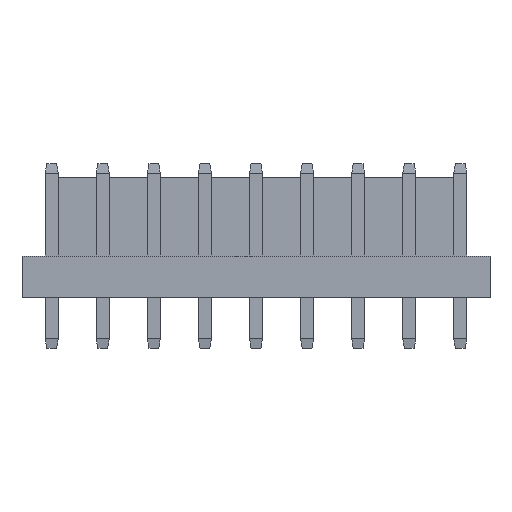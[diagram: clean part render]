
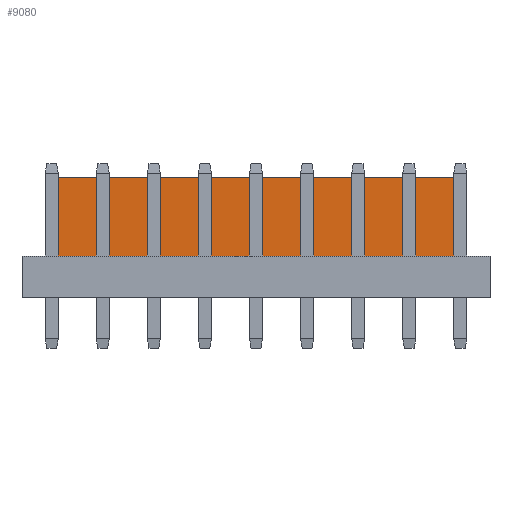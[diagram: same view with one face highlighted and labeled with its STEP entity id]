
A CAD part, front view. The second image highlights one B-rep face of the part: STEP entity #9080.
In plain terms, the highlighted planar face has unit normal (0, -1, 0).
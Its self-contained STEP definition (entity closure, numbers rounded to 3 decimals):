
#1326=ORIENTED_EDGE('',*,*,#2637,.T.);
#1327=ORIENTED_EDGE('',*,*,#2349,.T.);
#1328=ORIENTED_EDGE('',*,*,#2638,.T.);
#1329=ORIENTED_EDGE('',*,*,#2634,.F.);
#2349=EDGE_CURVE('',#3044,#3041,#3822,.T.);
#2634=EDGE_CURVE('',#3345,#3346,#4107,.T.);
#2637=EDGE_CURVE('',#3345,#3044,#4110,.T.);
#2638=EDGE_CURVE('',#3041,#3346,#4111,.T.);
#3041=VERTEX_POINT('',#10984);
#3044=VERTEX_POINT('',#10991);
#3345=VERTEX_POINT('',#11994);
#3346=VERTEX_POINT('',#11995);
#3822=LINE('',#11404,#4453);
#4107=LINE('',#11993,#4738);
#4110=LINE('',#11999,#4741);
#4111=LINE('',#12000,#4742);
#4453=VECTOR('',#9958,1000.);
#4738=VECTOR('',#10563,1000.);
#4741=VECTOR('',#10568,1000.);
#4742=VECTOR('',#10569,1000.);
#5120=EDGE_LOOP('',(#1326,#1327,#1328,#1329));
#5557=FACE_BOUND('',#5120,.T.);
#5967=PLANE('',#9499);
#9080=ADVANCED_FACE('',(#5557),#5967,.T.);
#9499=AXIS2_PLACEMENT_3D('',#11998,#10566,#10567);
#9958=DIRECTION('',(1.,0.,0.));
#10563=DIRECTION('',(1.,0.,0.));
#10566=DIRECTION('',(0.,-1.,0.));
#10567=DIRECTION('',(0.,0.,-1.));
#10568=DIRECTION('',(0.,0.,-1.));
#10569=DIRECTION('',(0.,0.,1.));
#10984=CARTESIAN_POINT('',(16.348,2.032,3.2));
#10991=CARTESIAN_POINT('',(-16.348,2.032,3.2));
#11404=CARTESIAN_POINT('',(-18.138,2.032,3.2));
#11993=CARTESIAN_POINT('',(-16.348,2.032,9.294));
#11994=CARTESIAN_POINT('',(-16.348,2.032,9.294));
#11995=CARTESIAN_POINT('',(16.348,2.032,9.294));
#11998=CARTESIAN_POINT('',(-16.348,2.032,9.294));
#11999=CARTESIAN_POINT('',(-16.348,2.032,9.294));
#12000=CARTESIAN_POINT('',(16.348,2.032,-0.003));
